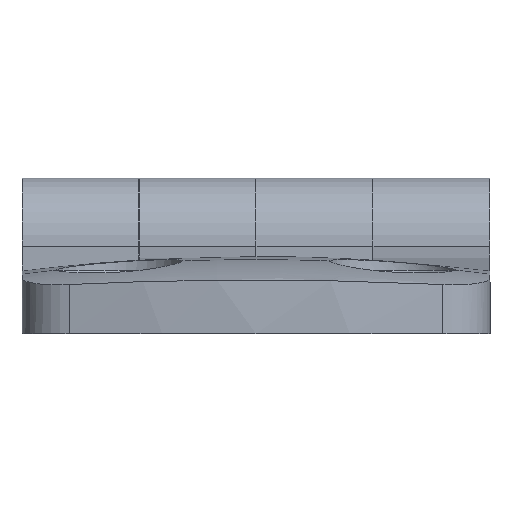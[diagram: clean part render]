
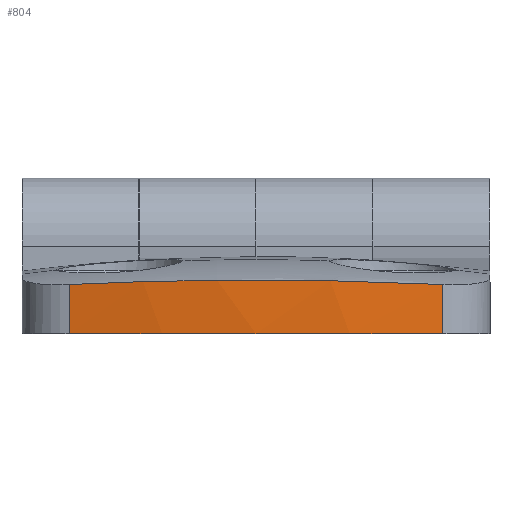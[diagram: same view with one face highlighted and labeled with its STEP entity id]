
A CAD part, front view. The second image highlights one B-rep face of the part: STEP entity #804.
In plain terms, the highlighted cylindrical face has radius 100 mm (diameter 200 mm), a partial arc.
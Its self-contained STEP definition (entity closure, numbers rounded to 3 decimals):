
#804=ADVANCED_FACE('',(#965),#966,.T.);
#965=FACE_OUTER_BOUND('',#1212,.T.);
#966=CYLINDRICAL_SURFACE('',#1213,100.0);
#1212=EDGE_LOOP('',(#1809,#1810,#1811,#1812));
#1213=AXIS2_PLACEMENT_3D('',#1813,#1814,#1815);
#1809=ORIENTED_EDGE('',*,*,#2229,.T.);
#1810=ORIENTED_EDGE('',*,*,#2230,.F.);
#1811=ORIENTED_EDGE('',*,*,#2219,.T.);
#1812=ORIENTED_EDGE('',*,*,#2231,.T.);
#1813=CARTESIAN_POINT('',(-70.5,0.,20.54));
#1814=DIRECTION('',(0.0,0.0,1.0));
#1815=DIRECTION('',(1.0,0.0,0.0));
#2219=EDGE_CURVE('',#2572,#2570,#2573,.T.);
#2229=EDGE_CURVE('',#2589,#2590,#2591,.T.);
#2230=EDGE_CURVE('',#2572,#2590,#2592,.F.);
#2231=EDGE_CURVE('',#2570,#2589,#2593,.F.);
#2570=VERTEX_POINT('',#3412);
#2572=VERTEX_POINT('',#3431);
#2573=B_SPLINE_CURVE_WITH_KNOTS('',3,(#3432,#3433,#3434,#3435,#3436,#3437,#3438,#3439,#3440,#3441,#3442,#3443),.UNSPECIFIED.,.F.,.F.,(4,2,2,2,2,4),(0.0,0.01,0.019,0.024,0.029,0.038),.UNSPECIFIED.);
#2589=VERTEX_POINT('',#3484);
#2590=VERTEX_POINT('',#3485);
#2591=CIRCLE('',#3486,100.0);
#2592=LINE('',#3487,#3488);
#2593=LINE('',#3489,#3490);
#3412=CARTESIAN_POINT('',(27.649,-19.149,-3.903));
#3431=CARTESIAN_POINT('',(27.649,19.149,-3.903));
#3432=CARTESIAN_POINT('',(27.649,19.149,-3.903));
#3433=CARTESIAN_POINT('',(28.267,15.983,-3.743));
#3434=CARTESIAN_POINT('',(28.728,12.808,-3.632));
#3435=CARTESIAN_POINT('',(29.344,6.441,-3.486));
#3436=CARTESIAN_POINT('',(29.499,3.248,-3.45));
#3437=CARTESIAN_POINT('',(29.501,-1.555,-3.45));
#3438=CARTESIAN_POINT('',(29.463,-3.158,-3.458));
#3439=CARTESIAN_POINT('',(29.31,-6.368,-3.494));
#3440=CARTESIAN_POINT('',(29.194,-7.979,-3.521));
#3441=CARTESIAN_POINT('',(28.73,-12.795,-3.631));
#3442=CARTESIAN_POINT('',(28.267,-15.984,-3.743));
#3443=CARTESIAN_POINT('',(27.649,-19.149,-3.903));
#3484=CARTESIAN_POINT('',(27.649,-19.149,-8.961));
#3485=CARTESIAN_POINT('',(27.649,19.149,-8.961));
#3486=AXIS2_PLACEMENT_3D('',#3971,#3972,#3973);
#3487=CARTESIAN_POINT('',(27.649,19.149,20.54));
#3488=VECTOR('',#3974,1.0);
#3489=CARTESIAN_POINT('',(27.649,-19.149,20.54));
#3490=VECTOR('',#3975,1.0);
#3971=CARTESIAN_POINT('',(-70.5,0.,-8.961));
#3972=DIRECTION('',(0.0,0.0,1.0));
#3973=DIRECTION('',(1.0,0.0,0.0));
#3974=DIRECTION('',(0.0,0.0,1.0));
#3975=DIRECTION('',(0.0,0.0,1.0));
